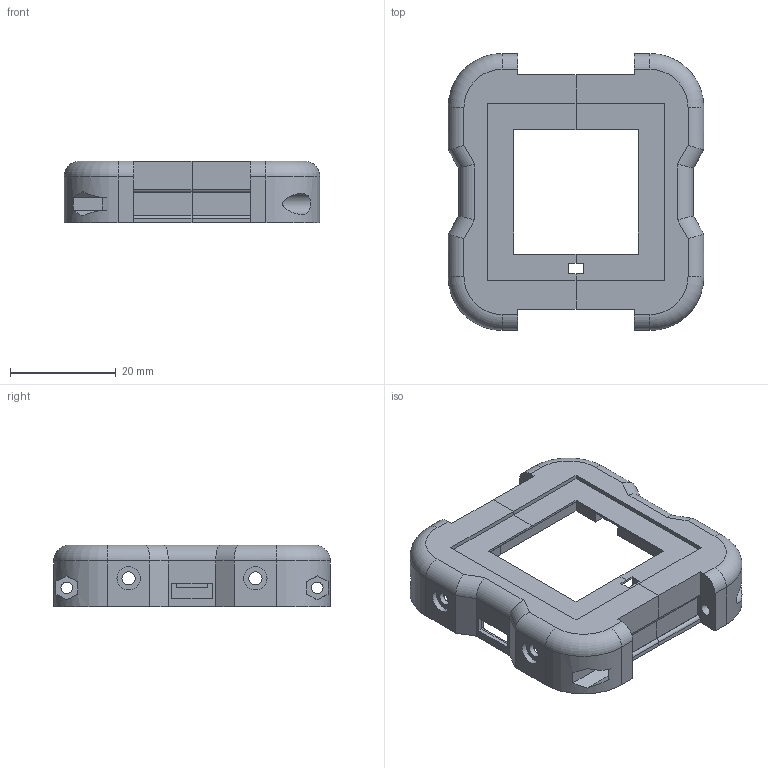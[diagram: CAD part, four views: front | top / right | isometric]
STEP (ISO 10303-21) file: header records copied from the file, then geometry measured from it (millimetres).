
FILE_DESCRIPTION(('FreeCAD Model'),'2;1');
FILE_NAME('Top.step','2014-07-28T00:14:52',('FreeCAD'),('FreeCAD'), 'Open CASCADE STEP processor 6.5','FreeCAD','Unknown');
FILE_SCHEMA(('AUTOMOTIVE_DESIGN_CC2 { 1 2 10303 214 -1 1 5 4 }'));
Length unit declared in the file: millimetre
Products named in the file (3): Open CASCADE STEP translator 6.5 5; Open CASCADE STEP translator 6.5 5.1; Open CASCADE STEP translator 6.5 5.2
Assembly tree (2 placements, depth 2):
  Open CASCADE STEP translator 6.5 5
    Open CASCADE STEP translator 6.5 5.1
    Open CASCADE STEP translator 6.5 5.2
Bounding box: 48.4 x 52.4 x 11.7 mm (x, y, z)
Volume: 7733.5 mm3; surface area: 8232 mm2
Topology: 2 solids, 2 shells, 402 faces, 1033 edges, 656 vertices
Faces by surface type: plane 220, cylinder 138, torus 44
Full cylindrical faces by diameter (mm): 0.75 x4, 1.34 x8, 2.2 x4, 2.5 x4, 4 x2, 4.4 x4
Entity records: 26493 total; most frequent: CARTESIAN_POINT 5850, DIRECTION 3868, LINE 2315, VECTOR 2315, ORIENTED_EDGE 2066, PCURVE 2066, DEFINITIONAL_REPRESENTATION 2066, EDGE_CURVE 1033
